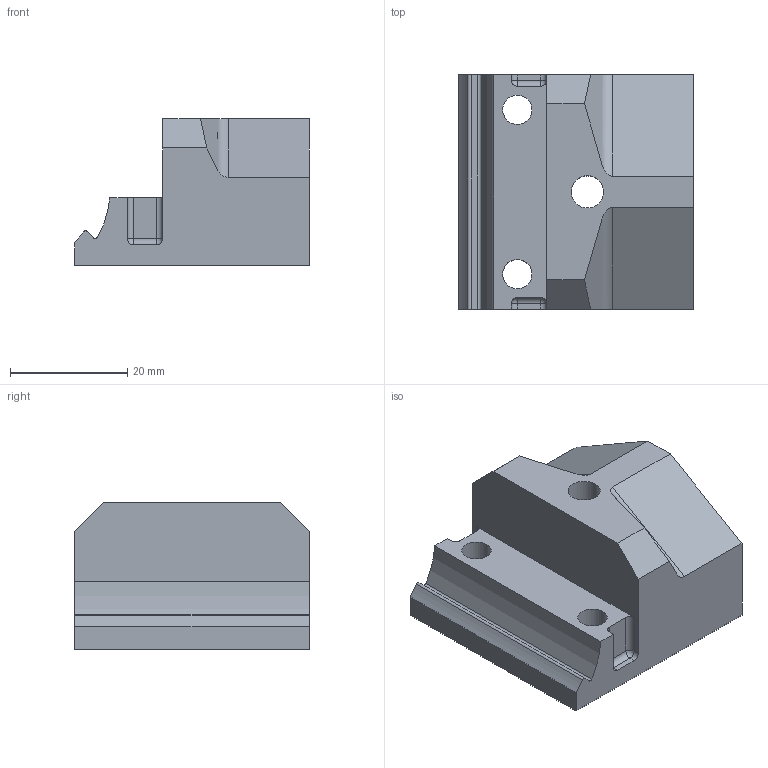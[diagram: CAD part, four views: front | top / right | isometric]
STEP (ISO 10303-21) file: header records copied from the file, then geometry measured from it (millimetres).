
FILE_DESCRIPTION(/* description */ (''),/* implementation_level */ '2;1');
FILE_NAME(/* name */ 'c3bbffa3-ea94-43e0-bf3f-56cc22818fed.stp',/* time_stamp */ '2019-04-16T02:18:07+00:00',/* author */ (''),/* organization */ (''),/* preprocessor_version */ 'ST-DEVELOPER v18',/* originating_system */ 'Autodesk Translation Framework v8.2.0.1029',/* authorisation */ '');
FILE_SCHEMA (('AUTOMOTIVE_DESIGN { 1 0 10303 214 3 1 1 }'));
Length unit declared in the file: millimetre
Products named in the file (1): attachment
Bounding box: 40 x 40 x 25 mm (x, y, z)
Volume: 25893.3 mm3; surface area: 7266.4 mm2
Topology: 1 solids, 1 shells, 56 faces, 140 edges, 90 vertices
Faces by surface type: plane 25, cylinder 23, sphere 4, torus 4
Full cylindrical faces by diameter (mm): 5 x6, 5.5 x1
Entity records: 1729 total; most frequent: DIRECTION 314, CARTESIAN_POINT 287, ORIENTED_EDGE 280, EDGE_CURVE 140, AXIS2_PLACEMENT_3D 117, VERTEX_POINT 90, LINE 80, VECTOR 80
